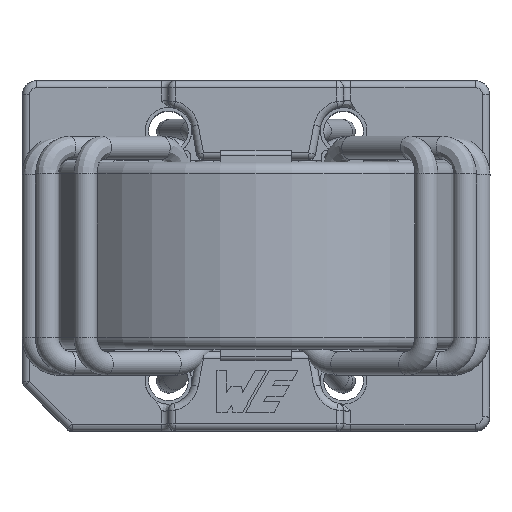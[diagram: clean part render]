
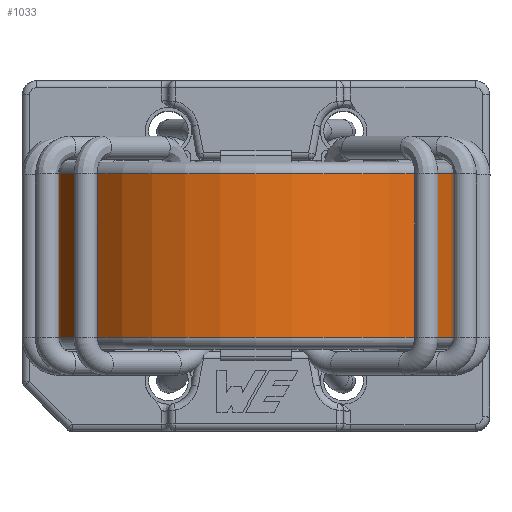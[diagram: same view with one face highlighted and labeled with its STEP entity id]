
A CAD part, top view. The second image highlights one B-rep face of the part: STEP entity #1033.
In plain terms, the highlighted cylindrical face has radius 8.9 mm (diameter 17.8 mm), a full revolution.
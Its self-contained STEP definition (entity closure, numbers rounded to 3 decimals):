
#1033 = ADVANCED_FACE( '', ( #2756, #2757 ), #2758, .T. );
#2756 = FACE_OUTER_BOUND( '', #5532, .T. );
#2757 = FACE_OUTER_BOUND( '', #5533, .T. );
#2758 = CYLINDRICAL_SURFACE( '', #5534, 8.9 );
#5532 = EDGE_LOOP( '', ( #12775 ) );
#5533 = EDGE_LOOP( '', ( #12776 ) );
#5534 = AXIS2_PLACEMENT_3D( '', #12777, #12778, #12779 );
#12775 = ORIENTED_EDGE( '', *, *, #16525, .T. );
#12776 = ORIENTED_EDGE( '', *, *, #16526, .T. );
#12777 = CARTESIAN_POINT( '', ( 0., -4., 0. ) );
#12778 = DIRECTION( '', ( 0., -1., 0. ) );
#12779 = DIRECTION( '', ( 0., 0., 1. ) );
#16525 = EDGE_CURVE( '', #17803, #17803, #17804, .F. );
#16526 = EDGE_CURVE( '', #17805, #17805, #17806, .T. );
#17803 = VERTEX_POINT( '', #19544 );
#17804 = CIRCLE( '', #19545, 8.9 );
#17805 = VERTEX_POINT( '', #19546 );
#17806 = CIRCLE( '', #19547, 8.9 );
#19544 = CARTESIAN_POINT( '', ( 0., 3.5, 8.9 ) );
#19545 = AXIS2_PLACEMENT_3D( '', #21351, #21352, #21353 );
#19546 = CARTESIAN_POINT( '', ( 0., -3.5, 8.9 ) );
#19547 = AXIS2_PLACEMENT_3D( '', #21354, #21355, #21356 );
#21351 = CARTESIAN_POINT( '', ( 0., 3.5, 0. ) );
#21352 = DIRECTION( '', ( 0., 1., 0. ) );
#21353 = DIRECTION( '', ( 0., 0., 1. ) );
#21354 = CARTESIAN_POINT( '', ( 0., -3.5, 0. ) );
#21355 = DIRECTION( '', ( 0., 1., 0. ) );
#21356 = DIRECTION( '', ( 0., 0., 1. ) );
